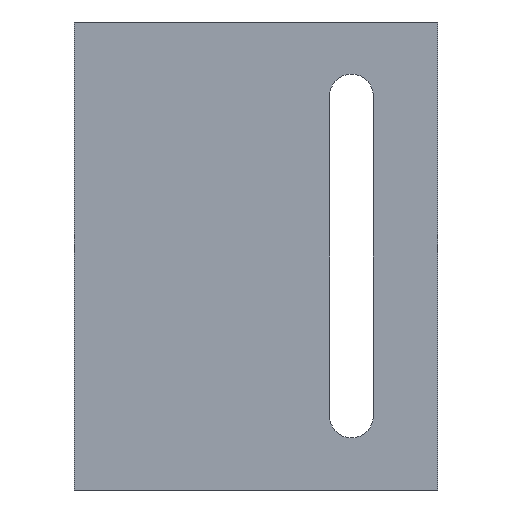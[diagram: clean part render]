
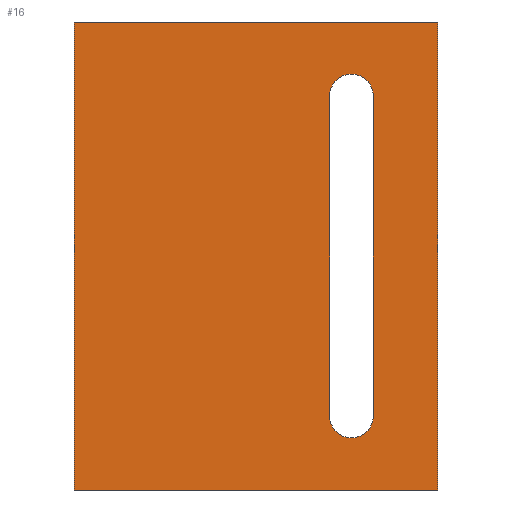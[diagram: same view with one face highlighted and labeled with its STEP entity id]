
A CAD part, front view. The second image highlights one B-rep face of the part: STEP entity #16.
In plain terms, the highlighted planar face has unit normal (0, -1, 0).
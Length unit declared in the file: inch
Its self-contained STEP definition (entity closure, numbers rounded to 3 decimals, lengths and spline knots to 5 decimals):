
#5 = CARTESIAN_POINT ( 'NONE',  ( 1.125, 0., 0.65 ) ) ;
#10 = DIRECTION ( 'NONE',  ( 0., 1., 0. ) ) ;
#11 = DIRECTION ( 'NONE',  ( 0., 0., 1. ) ) ;
#16 = ADVANCED_FACE ( 'NONE', ( #670, #671 ), #388, .F. ) ;
#41 = AXIS2_PLACEMENT_3D ( 'NONE', #396, #443, #442 ) ;
#44 = EDGE_CURVE ( 'NONE', #366, #389, #645, .T. ) ;
#46 = AXIS2_PLACEMENT_3D ( 'NONE', #5, #10, #11 ) ;
#50 = EDGE_CURVE ( 'NONE', #381, #360, #642, .T. ) ;
#79 = EDGE_CURVE ( 'NONE', #363, #360, #624, .T. ) ;
#121 = EDGE_CURVE ( 'NONE', #390, #365, #526, .T. ) ;
#125 = AXIS2_PLACEMENT_3D ( 'NONE', #378, #407, #393 ) ;
#143 = EDGE_CURVE ( 'NONE', #364, #381, #503, .T. ) ;
#149 = EDGE_CURVE ( 'NONE', #364, #363, #698, .T. ) ;
#150 = EDGE_CURVE ( 'NONE', #370, #366, #665, .T. ) ;
#152 = EDGE_CURVE ( 'NONE', #365, #370, #586, .T. ) ;
#155 = EDGE_CURVE ( 'NONE', #389, #390, #576, .T. ) ;
#166 = AXIS2_PLACEMENT_3D ( 'NONE', #287, #284, #286 ) ;
#274 = CARTESIAN_POINT ( 'NONE',  ( 0., 0., -0.95 ) ) ;
#277 = DIRECTION ( 'NONE',  ( 1., 0., 0. ) ) ;
#284 = DIRECTION ( 'NONE',  ( 0., 1., 0. ) ) ;
#286 = DIRECTION ( 'NONE',  ( 0., 0., 1. ) ) ;
#287 = CARTESIAN_POINT ( 'NONE',  ( 1.125, 0., -0.65 ) ) ;
#345 = CARTESIAN_POINT ( 'NONE',  ( 1.475, 0., 0.95 ) ) ;
#360 = VERTEX_POINT ( 'NONE', #880 ) ;
#363 = VERTEX_POINT ( 'NONE', #882 ) ;
#364 = VERTEX_POINT ( 'NONE', #883 ) ;
#365 = VERTEX_POINT ( 'NONE', #884 ) ;
#366 = VERTEX_POINT ( 'NONE', #885 ) ;
#370 = VERTEX_POINT ( 'NONE', #887 ) ;
#378 = CARTESIAN_POINT ( 'NONE',  ( 0., 0., 0.95 ) ) ;
#381 = VERTEX_POINT ( 'NONE', #892 ) ;
#384 = DIRECTION ( 'NONE',  ( 0., 0., -1. ) ) ;
#388 = PLANE ( 'NONE',  #125 ) ;
#389 = VERTEX_POINT ( 'NONE', #893 ) ;
#390 = VERTEX_POINT ( 'NONE', #894 ) ;
#393 = DIRECTION ( 'NONE',  ( 0., 0., 1. ) ) ;
#396 = CARTESIAN_POINT ( 'NONE',  ( 1.125, 0., 0.65 ) ) ;
#407 = DIRECTION ( 'NONE',  ( 0., 1., 0. ) ) ;
#442 = DIRECTION ( 'NONE',  ( 0., 0., 1. ) ) ;
#443 = DIRECTION ( 'NONE',  ( 0., 1., 0. ) ) ;
#457 = CARTESIAN_POINT ( 'NONE',  ( 1.2135, 0., -0.65 ) ) ;
#462 = DIRECTION ( 'NONE',  ( 0., 0., -1. ) ) ;
#482 = EDGE_LOOP ( 'NONE', ( #811, #809, #848, #817 ) ) ;
#503 = LINE ( 'NONE', #728, #574 ) ;
#526 = LINE ( 'NONE', #457, #537 ) ;
#537 = VECTOR ( 'NONE', #462, 39.37008 ) ;
#547 = EDGE_LOOP ( 'NONE', ( #763, #847, #812, #813, #781 ) ) ;
#574 = VECTOR ( 'NONE', #729, 39.37008 ) ;
#576 = CIRCLE ( 'NONE', #46, 0.0885 ) ;
#586 = CIRCLE ( 'NONE', #166, 0.0885 ) ;
#594 = VECTOR ( 'NONE', #734, 39.37008 ) ;
#624 = LINE ( 'NONE', #274, #693 ) ;
#642 = LINE ( 'NONE', #345, #647 ) ;
#645 = CIRCLE ( 'NONE', #41, 0.0885 ) ;
#647 = VECTOR ( 'NONE', #384, 39.37008 ) ;
#665 = LINE ( 'NONE', #737, #594 ) ;
#670 = FACE_BOUND ( 'NONE', #547, .T. ) ;
#671 = FACE_OUTER_BOUND ( 'NONE', #482, .T. ) ;
#693 = VECTOR ( 'NONE', #277, 39.37008 ) ;
#698 = LINE ( 'NONE', #733, #710 ) ;
#710 = VECTOR ( 'NONE', #736, 39.37008 ) ;
#728 = CARTESIAN_POINT ( 'NONE',  ( 0., 0., 0.95 ) ) ;
#729 = DIRECTION ( 'NONE',  ( 1., 0., 0. ) ) ;
#733 = CARTESIAN_POINT ( 'NONE',  ( 0., 0., 0.95 ) ) ;
#734 = DIRECTION ( 'NONE',  ( 0., 0., 1. ) ) ;
#736 = DIRECTION ( 'NONE',  ( 0., 0., -1. ) ) ;
#737 = CARTESIAN_POINT ( 'NONE',  ( 1.0365, 0., -0.65 ) ) ;
#763 = ORIENTED_EDGE ( 'NONE', *, *, #121, .T. ) ;
#781 = ORIENTED_EDGE ( 'NONE', *, *, #155, .T. ) ;
#809 = ORIENTED_EDGE ( 'NONE', *, *, #50, .F. ) ;
#811 = ORIENTED_EDGE ( 'NONE', *, *, #79, .T. ) ;
#812 = ORIENTED_EDGE ( 'NONE', *, *, #150, .T. ) ;
#813 = ORIENTED_EDGE ( 'NONE', *, *, #44, .T. ) ;
#817 = ORIENTED_EDGE ( 'NONE', *, *, #149, .T. ) ;
#847 = ORIENTED_EDGE ( 'NONE', *, *, #152, .T. ) ;
#848 = ORIENTED_EDGE ( 'NONE', *, *, #143, .F. ) ;
#880 = CARTESIAN_POINT ( 'NONE',  ( 1.475, 0., -0.95 ) ) ;
#882 = CARTESIAN_POINT ( 'NONE',  ( 0., 0., -0.95 ) ) ;
#883 = CARTESIAN_POINT ( 'NONE',  ( 0., 0., 0.95 ) ) ;
#884 = CARTESIAN_POINT ( 'NONE',  ( 1.2135, 0., -0.65 ) ) ;
#885 = CARTESIAN_POINT ( 'NONE',  ( 1.0365, 0., 0.65 ) ) ;
#887 = CARTESIAN_POINT ( 'NONE',  ( 1.0365, 0., -0.65 ) ) ;
#892 = CARTESIAN_POINT ( 'NONE',  ( 1.475, 0., 0.95 ) ) ;
#893 = CARTESIAN_POINT ( 'NONE',  ( 1.125, 0., 0.7385 ) ) ;
#894 = CARTESIAN_POINT ( 'NONE',  ( 1.2135, 0., 0.65 ) ) ;
